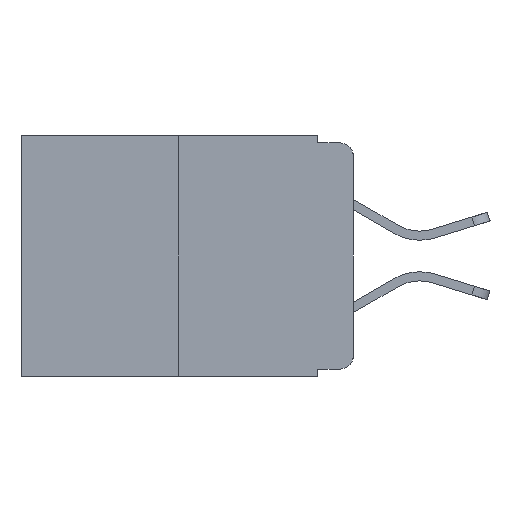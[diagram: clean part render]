
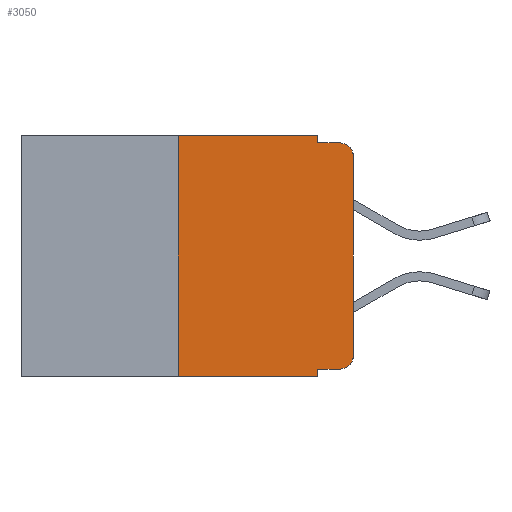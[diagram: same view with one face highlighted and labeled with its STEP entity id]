
A CAD part, left-side view. The second image highlights one B-rep face of the part: STEP entity #3050.
In plain terms, the highlighted planar face has unit normal (-1, 0, 0).
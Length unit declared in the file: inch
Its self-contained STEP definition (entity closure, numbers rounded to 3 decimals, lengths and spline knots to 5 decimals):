
#390 = EDGE_CURVE ( 'NONE', #6295, #3275, #4202, .T. ) ;
#654 = AXIS2_PLACEMENT_3D ( 'NONE', #1981, #7232, #2810 ) ;
#804 = VECTOR ( 'NONE', #7055, 39.37008 ) ;
#805 = CARTESIAN_POINT ( 'NONE',  ( 0., 0.051, 0. ) ) ;
#890 = ORIENTED_EDGE ( 'NONE', *, *, #8636, .F. ) ;
#924 = AXIS2_PLACEMENT_3D ( 'NONE', #4437, #9030, #5197 ) ;
#1028 = DIRECTION ( 'NONE',  ( 0., 0., 1. ) ) ;
#1093 = LINE ( 'NONE', #9457, #804 ) ;
#1171 = VERTEX_POINT ( 'NONE', #8466 ) ;
#1172 = ORIENTED_EDGE ( 'NONE', *, *, #6004, .F. ) ;
#1451 = CARTESIAN_POINT ( 'NONE',  ( 0., 0.051, -0.333 ) ) ;
#1500 = VERTEX_POINT ( 'NONE', #6397 ) ;
#1649 = VECTOR ( 'NONE', #9209, 39.37008 ) ;
#1695 = DIRECTION ( 'NONE',  ( 0., -1., 0. ) ) ;
#1721 = DIRECTION ( 'NONE',  ( 0., 0., -1. ) ) ;
#1740 = CARTESIAN_POINT ( 'NONE',  ( 0., 0.25, 0. ) ) ;
#1749 = CARTESIAN_POINT ( 'NONE',  ( 0., 0.473, 0. ) ) ;
#1844 = DIRECTION ( 'NONE',  ( 0., 0., 1. ) ) ;
#1953 = CARTESIAN_POINT ( 'NONE',  ( 0., 0., 0. ) ) ;
#1981 = CARTESIAN_POINT ( 'NONE',  ( 0., 0.02, -0.313 ) ) ;
#1991 = DIRECTION ( 'NONE',  ( 0., -1., 0. ) ) ;
#2161 = VERTEX_POINT ( 'NONE', #8877 ) ;
#2179 = DIRECTION ( 'NONE',  ( 0., 0., -1. ) ) ;
#2193 = DIRECTION ( 'NONE',  ( 1., 0., 0. ) ) ;
#2238 = LINE ( 'NONE', #1740, #6152 ) ;
#2518 = CARTESIAN_POINT ( 'NONE',  ( 0., 0.02, -0.01 ) ) ;
#2785 = VERTEX_POINT ( 'NONE', #8655 ) ;
#2810 = DIRECTION ( 'NONE',  ( 0., 0., -1. ) ) ;
#2940 = ORIENTED_EDGE ( 'NONE', *, *, #9106, .F. ) ;
#3050 = ADVANCED_FACE ( 'NONE', ( #8098 ), #4452, .F. ) ;
#3073 = DIRECTION ( 'NONE',  ( 0., -1., 0. ) ) ;
#3215 = ORIENTED_EDGE ( 'NONE', *, *, #5520, .F. ) ;
#3275 = VERTEX_POINT ( 'NONE', #8789 ) ;
#3401 = LINE ( 'NONE', #805, #5458 ) ;
#3481 = ORIENTED_EDGE ( 'NONE', *, *, #6012, .T. ) ;
#3517 = LINE ( 'NONE', #8391, #5314 ) ;
#3805 = VERTEX_POINT ( 'NONE', #7650 ) ;
#3890 = LINE ( 'NONE', #4627, #1649 ) ;
#4202 = LINE ( 'NONE', #7550, #7258 ) ;
#4307 = AXIS2_PLACEMENT_3D ( 'NONE', #1749, #2193, #2179 ) ;
#4334 = LINE ( 'NONE', #6405, #7927 ) ;
#4437 = CARTESIAN_POINT ( 'NONE',  ( 0., 0.02, -0.03 ) ) ;
#4452 = PLANE ( 'NONE',  #4307 ) ;
#4627 = CARTESIAN_POINT ( 'NONE',  ( 0., 0.051, 0. ) ) ;
#4820 = ORIENTED_EDGE ( 'NONE', *, *, #9088, .T. ) ;
#5021 = CARTESIAN_POINT ( 'NONE',  ( 0., 0.25, 0. ) ) ;
#5197 = DIRECTION ( 'NONE',  ( 0., 0., -1. ) ) ;
#5281 = ORIENTED_EDGE ( 'NONE', *, *, #390, .T. ) ;
#5314 = VECTOR ( 'NONE', #1991, 39.37008 ) ;
#5458 = VECTOR ( 'NONE', #1721, 39.37008 ) ;
#5520 = EDGE_CURVE ( 'NONE', #6295, #9465, #2238, .T. ) ;
#5559 = VECTOR ( 'NONE', #1028, 39.37008 ) ;
#6004 = EDGE_CURVE ( 'NONE', #7660, #3275, #3401, .T. ) ;
#6012 = EDGE_CURVE ( 'NONE', #7660, #1171, #1093, .T. ) ;
#6152 = VECTOR ( 'NONE', #1844, 39.37008 ) ;
#6295 = VERTEX_POINT ( 'NONE', #6559 ) ;
#6397 = CARTESIAN_POINT ( 'NONE',  ( 0., 0.051, -0.01 ) ) ;
#6405 = CARTESIAN_POINT ( 'NONE',  ( 0., 0.473, 0. ) ) ;
#6441 = CIRCLE ( 'NONE', #654, 0.02 ) ;
#6559 = CARTESIAN_POINT ( 'NONE',  ( 0., 0.25, -0.343 ) ) ;
#6701 = ORIENTED_EDGE ( 'NONE', *, *, #9086, .T. ) ;
#6903 = ORIENTED_EDGE ( 'NONE', *, *, #9169, .F. ) ;
#7055 = DIRECTION ( 'NONE',  ( 0., -1., 0. ) ) ;
#7232 = DIRECTION ( 'NONE',  ( -1., 0., 0. ) ) ;
#7258 = VECTOR ( 'NONE', #3073, 39.37008 ) ;
#7285 = ORIENTED_EDGE ( 'NONE', *, *, #9573, .T. ) ;
#7508 = CIRCLE ( 'NONE', #924, 0.02 ) ;
#7550 = CARTESIAN_POINT ( 'NONE',  ( 0., 0.473, -0.343 ) ) ;
#7650 = CARTESIAN_POINT ( 'NONE',  ( 0., 0.051, 0. ) ) ;
#7660 = VERTEX_POINT ( 'NONE', #1451 ) ;
#7927 = VECTOR ( 'NONE', #1695, 39.37008 ) ;
#8098 = FACE_OUTER_BOUND ( 'NONE', #9528, .T. ) ;
#8391 = CARTESIAN_POINT ( 'NONE',  ( 0., 0.051, -0.01 ) ) ;
#8466 = CARTESIAN_POINT ( 'NONE',  ( 0., 0.02, -0.333 ) ) ;
#8636 = EDGE_CURVE ( 'NONE', #9465, #3805, #4334, .T. ) ;
#8655 = CARTESIAN_POINT ( 'NONE',  ( 0., 0., -0.313 ) ) ;
#8789 = CARTESIAN_POINT ( 'NONE',  ( 0., 0.051, -0.343 ) ) ;
#8877 = CARTESIAN_POINT ( 'NONE',  ( 0., 0., -0.03 ) ) ;
#8924 = LINE ( 'NONE', #1953, #5559 ) ;
#9030 = DIRECTION ( 'NONE',  ( -1., 0., 0. ) ) ;
#9086 = EDGE_CURVE ( 'NONE', #2161, #9295, #7508, .T. ) ;
#9088 = EDGE_CURVE ( 'NONE', #2785, #2161, #8924, .T. ) ;
#9106 = EDGE_CURVE ( 'NONE', #1500, #9295, #3517, .T. ) ;
#9169 = EDGE_CURVE ( 'NONE', #3805, #1500, #3890, .T. ) ;
#9209 = DIRECTION ( 'NONE',  ( 0., 0., -1. ) ) ;
#9295 = VERTEX_POINT ( 'NONE', #2518 ) ;
#9457 = CARTESIAN_POINT ( 'NONE',  ( 0., 0.051, -0.333 ) ) ;
#9465 = VERTEX_POINT ( 'NONE', #5021 ) ;
#9528 = EDGE_LOOP ( 'NONE', ( #4820, #6701, #2940, #6903, #890, #3215, #5281, #1172, #3481, #7285 ) ) ;
#9573 = EDGE_CURVE ( 'NONE', #1171, #2785, #6441, .T. ) ;
